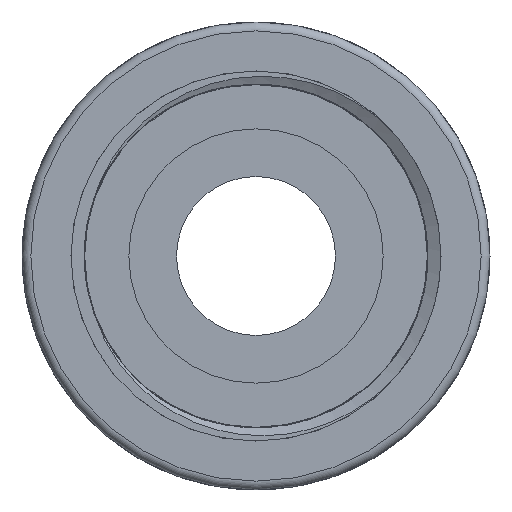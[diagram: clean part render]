
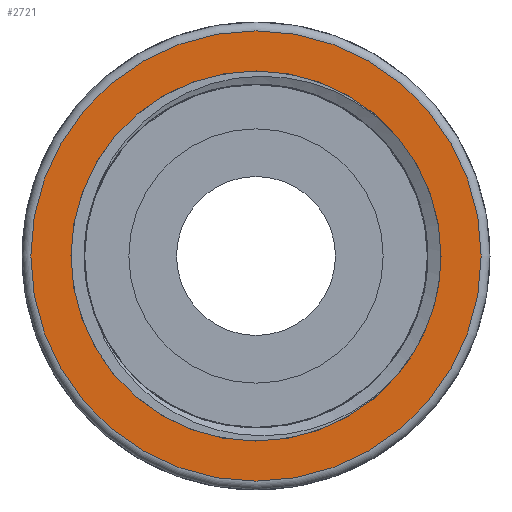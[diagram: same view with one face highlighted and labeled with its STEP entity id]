
A CAD part, front view. The second image highlights one B-rep face of the part: STEP entity #2721.
In plain terms, the highlighted planar face has unit normal (0, -1, 0).
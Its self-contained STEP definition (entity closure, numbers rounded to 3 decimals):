
#2366=PLANE('',#8327);
#2721=ADVANCED_FACE('',(#3125,#3126),#2366,.T.);
#3125=FACE_BOUND('',#3393,.T.);
#3126=FACE_BOUND('',#3394,.T.);
#3393=EDGE_LOOP('',(#4778));
#3394=EDGE_LOOP('',(#4779));
#4778=ORIENTED_EDGE('',*,*,#7300,.T.);
#4779=ORIENTED_EDGE('',*,*,#7299,.T.);
#6391=VERTEX_POINT('',#16349);
#6392=VERTEX_POINT('',#16896);
#7299=EDGE_CURVE('',#6391,#6391,#7962,.T.);
#7300=EDGE_CURVE('',#6392,#6392,#7963,.T.);
#7962=CIRCLE('',#8324,20.955);
#7963=CIRCLE('',#8326,25.5);
#8324=AXIS2_PLACEMENT_3D('',#16348,#9414,#9415);
#8326=AXIS2_PLACEMENT_3D('',#16895,#9418,#9419);
#8327=AXIS2_PLACEMENT_3D('',#16897,#9420,#9421);
#9414=DIRECTION('',(0.,1.,0.));
#9415=DIRECTION('',(1.,0.,0.));
#9418=DIRECTION('',(0.,-1.,0.));
#9419=DIRECTION('',(1.,0.,0.));
#9420=DIRECTION('',(0.,-1.,0.));
#9421=DIRECTION('',(1.,0.,0.));
#16348=CARTESIAN_POINT('',(-241.664,-50.838,220.653));
#16349=CARTESIAN_POINT('',(-220.709,-50.838,220.653));
#16895=CARTESIAN_POINT('',(-241.664,-50.838,220.653));
#16896=CARTESIAN_POINT('',(-216.164,-50.838,220.653));
#16897=CARTESIAN_POINT('',(-241.664,-50.838,220.653));
